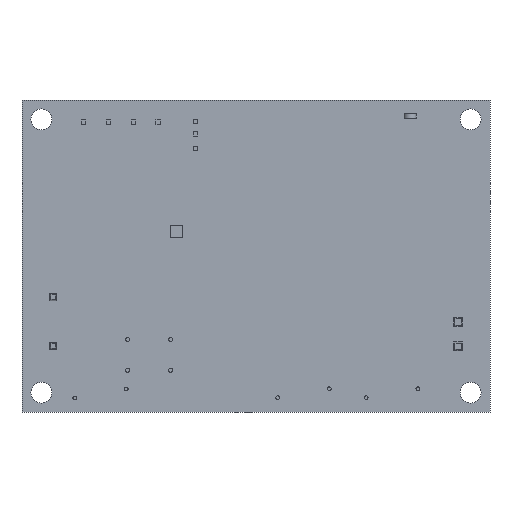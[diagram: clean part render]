
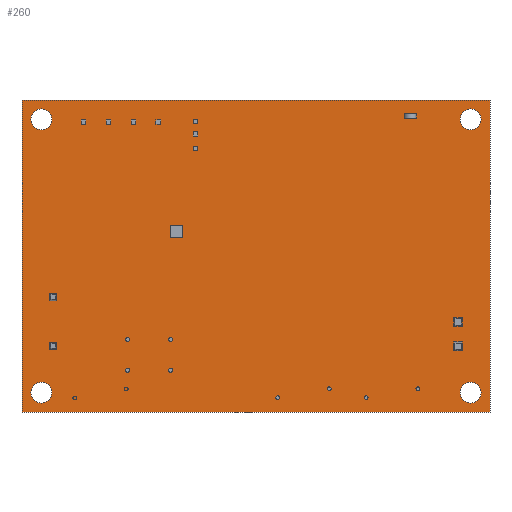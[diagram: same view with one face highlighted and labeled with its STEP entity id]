
A CAD part, front view. The second image highlights one B-rep face of the part: STEP entity #260.
In plain terms, the highlighted planar face has unit normal (0, -1, 0).
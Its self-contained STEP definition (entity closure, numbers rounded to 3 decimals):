
#13=DIRECTION('',(0.,0.,1.));
#14=VECTOR('',#13,50.8);
#15=CARTESIAN_POINT('',(-38.1,0.,-25.4));
#16=LINE('',#15,#14);
#17=DIRECTION('',(1.,0.,0.));
#18=VECTOR('',#17,76.2);
#19=CARTESIAN_POINT('',(-38.1,0.,25.4));
#20=LINE('',#19,#18);
#21=DIRECTION('',(0.,0.,-1.));
#22=VECTOR('',#21,50.8);
#23=CARTESIAN_POINT('',(38.1,0.,25.4));
#24=LINE('',#23,#22);
#25=DIRECTION('',(-1.,0.,0.));
#26=VECTOR('',#25,76.2);
#27=CARTESIAN_POINT('',(38.1,0.,-25.4));
#28=LINE('',#27,#26);
#29=CARTESIAN_POINT('',(34.95,0.,-22.25));
#30=DIRECTION('',(0.,1.,0.));
#31=DIRECTION('',(1.,0.,0.));
#32=AXIS2_PLACEMENT_3D('',#29,#30,#31);
#34=CARTESIAN_POINT('',(34.95,0.,-22.25));
#35=DIRECTION('',(0.,1.,0.));
#36=DIRECTION('',(-1.,0.,0.));
#37=AXIS2_PLACEMENT_3D('',#34,#35,#36);
#39=CARTESIAN_POINT('',(-34.95,0.,-22.25));
#40=DIRECTION('',(0.,1.,0.));
#41=DIRECTION('',(1.,0.,0.));
#42=AXIS2_PLACEMENT_3D('',#39,#40,#41);
#44=CARTESIAN_POINT('',(-34.95,0.,-22.25));
#45=DIRECTION('',(0.,1.,0.));
#46=DIRECTION('',(-1.,0.,0.));
#47=AXIS2_PLACEMENT_3D('',#44,#45,#46);
#49=CARTESIAN_POINT('',(34.95,0.,22.25));
#50=DIRECTION('',(0.,1.,0.));
#51=DIRECTION('',(1.,0.,0.));
#52=AXIS2_PLACEMENT_3D('',#49,#50,#51);
#54=CARTESIAN_POINT('',(34.95,0.,22.25));
#55=DIRECTION('',(0.,1.,0.));
#56=DIRECTION('',(-1.,0.,0.));
#57=AXIS2_PLACEMENT_3D('',#54,#55,#56);
#59=CARTESIAN_POINT('',(-34.95,0.,22.25));
#60=DIRECTION('',(0.,1.,0.));
#61=DIRECTION('',(1.,0.,0.));
#62=AXIS2_PLACEMENT_3D('',#59,#60,#61);
#64=CARTESIAN_POINT('',(-34.95,0.,22.25));
#65=DIRECTION('',(0.,1.,0.));
#66=DIRECTION('',(-1.,0.,0.));
#67=AXIS2_PLACEMENT_3D('',#64,#65,#66);
#173=CARTESIAN_POINT('',(-38.1,0.,-25.4));
#174=CARTESIAN_POINT('',(-38.1,0.,25.4));
#175=VERTEX_POINT('',#173);
#176=VERTEX_POINT('',#174);
#177=CARTESIAN_POINT('',(38.1,0.,25.4));
#178=VERTEX_POINT('',#177);
#179=CARTESIAN_POINT('',(38.1,0.,-25.4));
#180=VERTEX_POINT('',#179);
#189=CARTESIAN_POINT('',(36.65,0.,-22.25));
#190=CARTESIAN_POINT('',(33.25,0.,-22.25));
#191=VERTEX_POINT('',#189);
#192=VERTEX_POINT('',#190);
#193=CARTESIAN_POINT('',(-33.25,0.,-22.25));
#194=CARTESIAN_POINT('',(-36.65,0.,-22.25));
#195=VERTEX_POINT('',#193);
#196=VERTEX_POINT('',#194);
#197=CARTESIAN_POINT('',(36.65,0.,22.25));
#198=CARTESIAN_POINT('',(33.25,0.,22.25));
#199=VERTEX_POINT('',#197);
#200=VERTEX_POINT('',#198);
#201=CARTESIAN_POINT('',(-33.25,0.,22.25));
#202=CARTESIAN_POINT('',(-36.65,0.,22.25));
#203=VERTEX_POINT('',#201);
#204=VERTEX_POINT('',#202);
#221=CARTESIAN_POINT('',(0.,0.,0.));
#222=DIRECTION('',(0.,1.,0.));
#223=DIRECTION('',(1.,0.,0.));
#224=AXIS2_PLACEMENT_3D('',#221,#222,#223);
#225=PLANE('',#224);
#227=ORIENTED_EDGE('',*,*,#226,.T.);
#229=ORIENTED_EDGE('',*,*,#228,.T.);
#231=ORIENTED_EDGE('',*,*,#230,.T.);
#233=ORIENTED_EDGE('',*,*,#232,.T.);
#234=EDGE_LOOP('',(#227,#229,#231,#233));
#235=FACE_OUTER_BOUND('',#234,.F.);
#237=ORIENTED_EDGE('',*,*,#236,.F.);
#239=ORIENTED_EDGE('',*,*,#238,.F.);
#240=EDGE_LOOP('',(#237,#239));
#241=FACE_BOUND('',#240,.F.);
#243=ORIENTED_EDGE('',*,*,#242,.F.);
#245=ORIENTED_EDGE('',*,*,#244,.F.);
#246=EDGE_LOOP('',(#243,#245));
#247=FACE_BOUND('',#246,.F.);
#249=ORIENTED_EDGE('',*,*,#248,.F.);
#251=ORIENTED_EDGE('',*,*,#250,.F.);
#252=EDGE_LOOP('',(#249,#251));
#253=FACE_BOUND('',#252,.F.);
#255=ORIENTED_EDGE('',*,*,#254,.F.);
#257=ORIENTED_EDGE('',*,*,#256,.F.);
#258=EDGE_LOOP('',(#255,#257));
#259=FACE_BOUND('',#258,.F.);
#33=CIRCLE('',#32,1.7);
#38=CIRCLE('',#37,1.7);
#43=CIRCLE('',#42,1.7);
#48=CIRCLE('',#47,1.7);
#53=CIRCLE('',#52,1.7);
#58=CIRCLE('',#57,1.7);
#63=CIRCLE('',#62,1.7);
#68=CIRCLE('',#67,1.7);
#226=EDGE_CURVE('',#175,#176,#16,.T.);
#228=EDGE_CURVE('',#176,#178,#20,.T.);
#230=EDGE_CURVE('',#178,#180,#24,.T.);
#232=EDGE_CURVE('',#180,#175,#28,.T.);
#236=EDGE_CURVE('',#191,#192,#33,.T.);
#238=EDGE_CURVE('',#192,#191,#38,.T.);
#242=EDGE_CURVE('',#195,#196,#43,.T.);
#244=EDGE_CURVE('',#196,#195,#48,.T.);
#248=EDGE_CURVE('',#199,#200,#53,.T.);
#250=EDGE_CURVE('',#200,#199,#58,.T.);
#254=EDGE_CURVE('',#203,#204,#63,.T.);
#256=EDGE_CURVE('',#204,#203,#68,.T.);
#260=ADVANCED_FACE('',(#235,#241,#247,#253,#259),#225,.F.);
